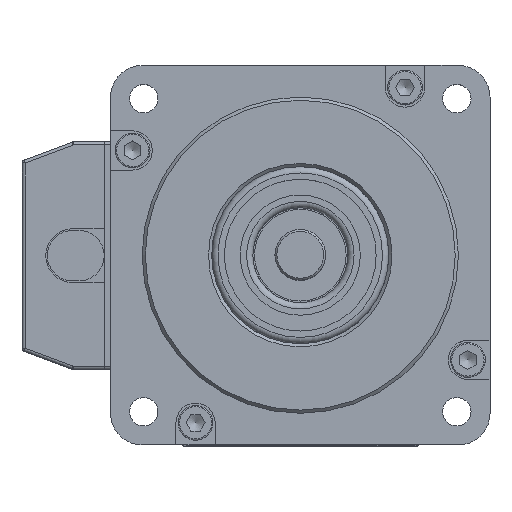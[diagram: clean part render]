
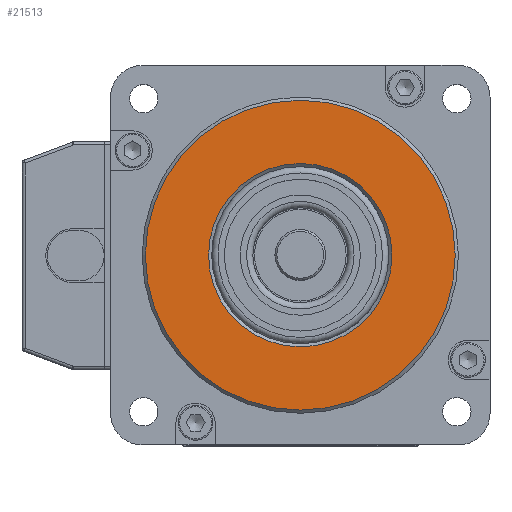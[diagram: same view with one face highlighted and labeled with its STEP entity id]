
A CAD part, top view. The second image highlights one B-rep face of the part: STEP entity #21513.
In plain terms, the highlighted planar face has unit normal (0, 0, 1).
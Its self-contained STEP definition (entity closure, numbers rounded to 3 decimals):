
#981=FACE_BOUND('',#2490,.T.);
#1276=FACE_OUTER_BOUND('',#2489,.T.);
#2489=EDGE_LOOP('',(#14335,#14336));
#2490=EDGE_LOOP('',(#14337));
#3834=CIRCLE('',#22920,24.5);
#3835=CIRCLE('',#22921,24.5);
#3836=CIRCLE('',#22922,14.5);
#8447=VERTEX_POINT('',#33023);
#8448=VERTEX_POINT('',#33024);
#8449=VERTEX_POINT('',#33027);
#10725=EDGE_CURVE('',#8447,#8448,#3834,.T.);
#10726=EDGE_CURVE('',#8448,#8447,#3835,.T.);
#10727=EDGE_CURVE('',#8449,#8449,#3836,.T.);
#14335=ORIENTED_EDGE('',*,*,#10725,.T.);
#14336=ORIENTED_EDGE('',*,*,#10726,.T.);
#14337=ORIENTED_EDGE('',*,*,#10727,.T.);
#19698=PLANE('',#22919);
#21513=ADVANCED_FACE('',(#1276,#981),#19698,.T.);
#22919=AXIS2_PLACEMENT_3D('',#33022,#26084,#26085);
#22920=AXIS2_PLACEMENT_3D('',#33025,#26086,#26087);
#22921=AXIS2_PLACEMENT_3D('',#33026,#26088,#26089);
#22922=AXIS2_PLACEMENT_3D('',#33028,#26090,#26091);
#26084=DIRECTION('center_axis',(0.,0.,1.));
#26085=DIRECTION('ref_axis',(0.,-1.,0.));
#26086=DIRECTION('center_axis',(0.,0.,1.));
#26087=DIRECTION('ref_axis',(0.,1.,0.));
#26088=DIRECTION('center_axis',(0.,0.,1.));
#26089=DIRECTION('ref_axis',(0.,1.,0.));
#26090=DIRECTION('center_axis',(0.,0.,-1.));
#26091=DIRECTION('ref_axis',(0.,-1.,0.));
#33022=CARTESIAN_POINT('Origin',(0.,0.,112.));
#33023=CARTESIAN_POINT('',(0.,-24.5,112.));
#33024=CARTESIAN_POINT('',(0.,24.5,112.));
#33025=CARTESIAN_POINT('Origin',(0.,0.,112.));
#33026=CARTESIAN_POINT('Origin',(0.,0.,112.));
#33027=CARTESIAN_POINT('',(0.,14.5,112.));
#33028=CARTESIAN_POINT('Origin',(0.,0.,112.));
